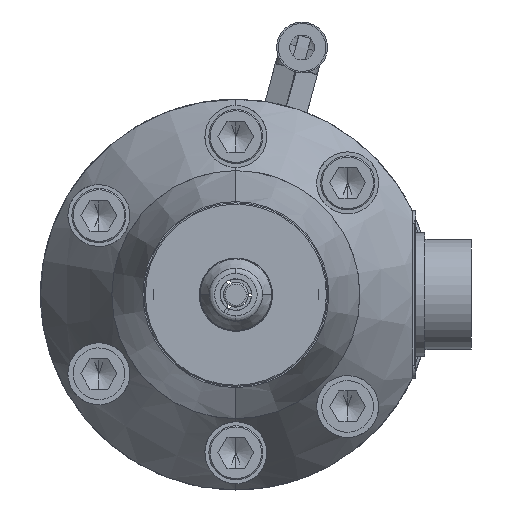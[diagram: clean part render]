
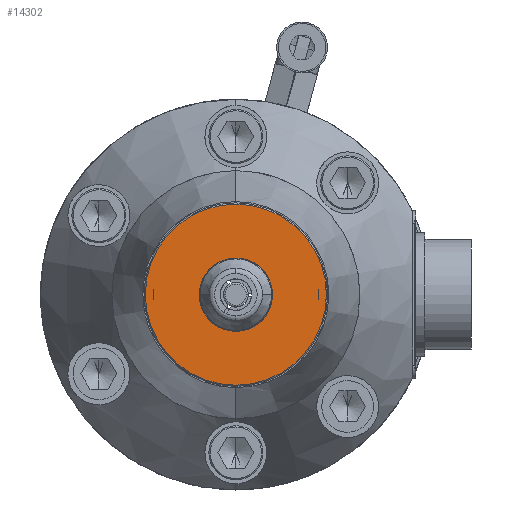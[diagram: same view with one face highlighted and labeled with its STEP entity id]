
A CAD part, left-side view. The second image highlights one B-rep face of the part: STEP entity #14302.
In plain terms, the highlighted planar face has unit normal (1, 0, 0).
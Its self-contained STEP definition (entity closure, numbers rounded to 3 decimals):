
#431 = AXIS2_PLACEMENT_3D ( 'NONE', #4459, #15875, #6126 ) ;
#1789 = AXIS2_PLACEMENT_3D ( 'NONE', #18966, #9193, #20605 ) ;
#2585 = CIRCLE ( 'NONE', #13432, 14.6 ) ;
#2705 = EDGE_CURVE ( 'NONE', #12832, #13136, #2585, .T. ) ;
#2947 = DIRECTION ( 'NONE',  ( 1., 0., 0. ) ) ;
#3519 = CARTESIAN_POINT ( 'NONE',  ( -2.7, 0., -5.1 ) ) ;
#3644 = VERTEX_POINT ( 'NONE', #3519 ) ;
#4004 = AXIS2_PLACEMENT_3D ( 'NONE', #4710, #4344, #4281 ) ;
#4261 = CARTESIAN_POINT ( 'NONE',  ( -2.7, 0., 0. ) ) ;
#4281 = DIRECTION ( 'NONE',  ( 0., 0., -1. ) ) ;
#4344 = DIRECTION ( 'NONE',  ( 1., 0., 0. ) ) ;
#4459 = CARTESIAN_POINT ( 'NONE',  ( -2.7, 0., 0. ) ) ;
#4505 = PLANE ( 'NONE',  #4004 ) ;
#4710 = CARTESIAN_POINT ( 'NONE',  ( -2.7, 0., 0. ) ) ;
#4843 = EDGE_CURVE ( 'NONE', #13136, #12832, #10973, .T. ) ;
#6126 = DIRECTION ( 'NONE',  ( 0., 0., 1. ) ) ;
#6435 = ORIENTED_EDGE ( 'NONE', *, *, #21111, .T. ) ;
#7783 = VERTEX_POINT ( 'NONE', #20804 ) ;
#8378 = CARTESIAN_POINT ( 'NONE',  ( -2.7, 0., -14.6 ) ) ;
#8987 = EDGE_LOOP ( 'NONE', ( #21012, #20765 ) ) ;
#9193 = DIRECTION ( 'NONE',  ( -1., 0., 0. ) ) ;
#10824 = AXIS2_PLACEMENT_3D ( 'NONE', #4261, #2947, #17722 ) ;
#10969 = ORIENTED_EDGE ( 'NONE', *, *, #20146, .T. ) ;
#10973 = CIRCLE ( 'NONE', #10824, 14.6 ) ;
#12676 = EDGE_LOOP ( 'NONE', ( #6435, #10969 ) ) ;
#12795 = DIRECTION ( 'NONE',  ( 0., 1., 0. ) ) ;
#12812 = DIRECTION ( 'NONE',  ( 1., 0., 0. ) ) ;
#12816 = CARTESIAN_POINT ( 'NONE',  ( -2.7, 0., 0. ) ) ;
#12832 = VERTEX_POINT ( 'NONE', #17544 ) ;
#13136 = VERTEX_POINT ( 'NONE', #8378 ) ;
#13432 = AXIS2_PLACEMENT_3D ( 'NONE', #12816, #12812, #12795 ) ;
#14302 = ADVANCED_FACE ( 'NONE', ( #15430, #14925 ), #4505, .T. ) ;
#14925 = FACE_OUTER_BOUND ( 'NONE', #8987, .T. ) ;
#15430 = FACE_BOUND ( 'NONE', #12676, .T. ) ;
#15875 = DIRECTION ( 'NONE',  ( -1., 0., 0. ) ) ;
#16184 = CIRCLE ( 'NONE', #1789, 5.1 ) ;
#17544 = CARTESIAN_POINT ( 'NONE',  ( -2.7, 0., 14.6 ) ) ;
#17722 = DIRECTION ( 'NONE',  ( 0., 1., 0. ) ) ;
#18966 = CARTESIAN_POINT ( 'NONE',  ( -2.7, 0., 0. ) ) ;
#20146 = EDGE_CURVE ( 'NONE', #3644, #7783, #20517, .T. ) ;
#20517 = CIRCLE ( 'NONE', #431, 5.1 ) ;
#20605 = DIRECTION ( 'NONE',  ( 0., 0., 1. ) ) ;
#20765 = ORIENTED_EDGE ( 'NONE', *, *, #2705, .T. ) ;
#20804 = CARTESIAN_POINT ( 'NONE',  ( -2.7, 0., 5.1 ) ) ;
#21012 = ORIENTED_EDGE ( 'NONE', *, *, #4843, .T. ) ;
#21111 = EDGE_CURVE ( 'NONE', #7783, #3644, #16184, .T. ) ;
